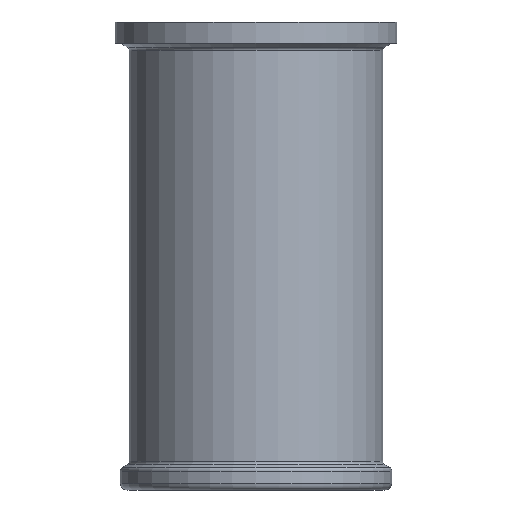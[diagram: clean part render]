
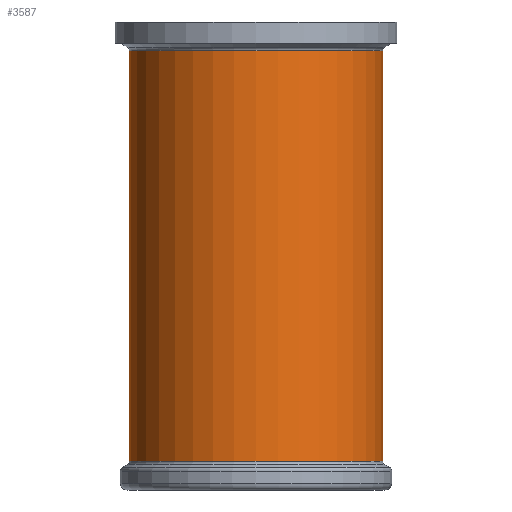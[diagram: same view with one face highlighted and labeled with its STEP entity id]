
A CAD part, front view. The second image highlights one B-rep face of the part: STEP entity #3587.
In plain terms, the highlighted cylindrical face has radius 29.779 mm (diameter 59.557 mm), a full revolution.
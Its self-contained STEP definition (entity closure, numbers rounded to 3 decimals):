
#314=LINE('',#7715,#475);
#475=VECTOR('',#5088,29.779);
#580=CYLINDRICAL_SURFACE('',#4064,29.779);
#778=FACE_OUTER_BOUND('',#1025,.T.);
#1025=EDGE_LOOP('',(#3084,#3085,#3086,#3087));
#1340=CIRCLE('',#4062,29.779);
#1342=CIRCLE('',#4065,29.779);
#1643=VERTEX_POINT('',#7710);
#1644=VERTEX_POINT('',#7714);
#2134=EDGE_CURVE('',#1643,#1643,#1340,.T.);
#2136=EDGE_CURVE('',#1643,#1644,#314,.T.);
#2137=EDGE_CURVE('',#1644,#1644,#1342,.T.);
#3084=ORIENTED_EDGE('',*,*,#2134,.F.);
#3085=ORIENTED_EDGE('',*,*,#2136,.T.);
#3086=ORIENTED_EDGE('',*,*,#2137,.F.);
#3087=ORIENTED_EDGE('',*,*,#2136,.F.);
#3587=ADVANCED_FACE('',(#778),#580,.T.);
#4062=AXIS2_PLACEMENT_3D('',#7711,#5082,#5083);
#4064=AXIS2_PLACEMENT_3D('',#7713,#5086,#5087);
#4065=AXIS2_PLACEMENT_3D('',#7716,#5089,#5090);
#5082=DIRECTION('center_axis',(0.,0.,-1.));
#5083=DIRECTION('ref_axis',(1.,0.,0.));
#5086=DIRECTION('center_axis',(0.,0.,-1.));
#5087=DIRECTION('ref_axis',(-1.,0.,0.));
#5088=DIRECTION('',(0.,0.,1.));
#5089=DIRECTION('center_axis',(0.,0.,1.));
#5090=DIRECTION('ref_axis',(1.,0.,0.));
#7710=CARTESIAN_POINT('',(29.779,0.,6.802));
#7711=CARTESIAN_POINT('Origin',(0.,0.,6.802));
#7713=CARTESIAN_POINT('Origin',(0.,0.,55.));
#7714=CARTESIAN_POINT('',(29.779,0.,103.198));
#7715=CARTESIAN_POINT('',(29.779,0.,55.));
#7716=CARTESIAN_POINT('Origin',(0.,0.,103.198));
